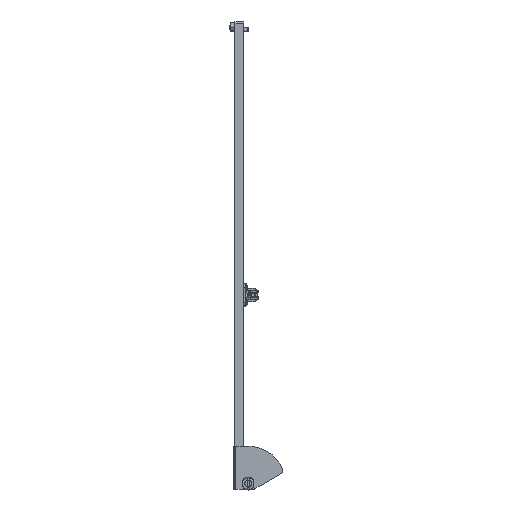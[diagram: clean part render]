
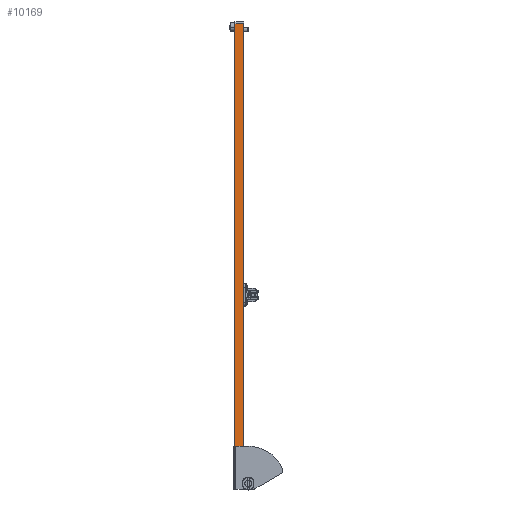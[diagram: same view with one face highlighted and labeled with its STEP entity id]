
A CAD part, left-side view. The second image highlights one B-rep face of the part: STEP entity #10169.
In plain terms, the highlighted planar face has unit normal (-1, 0, 0).
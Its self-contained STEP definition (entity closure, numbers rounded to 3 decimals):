
#551 = LINE ( 'NONE', #21854, #11119 ) ;
#1014 = VERTEX_POINT ( 'NONE', #5424 ) ;
#1186 = EDGE_CURVE ( 'NONE', #1014, #8392, #21580, .T. ) ;
#1892 = VECTOR ( 'NONE', #14500, 1000. ) ;
#2191 = CARTESIAN_POINT ( 'NONE',  ( -325., 10., -269. ) ) ;
#3943 = PLANE ( 'NONE',  #21064 ) ;
#4168 = FACE_OUTER_BOUND ( 'NONE', #12535, .T. ) ;
#5020 = VERTEX_POINT ( 'NONE', #21035 ) ;
#5424 = CARTESIAN_POINT ( 'NONE',  ( -325., 0., 269. ) ) ;
#6340 = VECTOR ( 'NONE', #10384, 1000. ) ;
#6553 = CARTESIAN_POINT ( 'NONE',  ( -325., 10., -271. ) ) ;
#6660 = ORIENTED_EDGE ( 'NONE', *, *, #21161, .T. ) ;
#8392 = VERTEX_POINT ( 'NONE', #16856 ) ;
#8959 = ORIENTED_EDGE ( 'NONE', *, *, #13397, .T. ) ;
#9876 = DIRECTION ( 'NONE',  ( 0., 0., 1. ) ) ;
#10169 = ADVANCED_FACE ( 'NONE', ( #4168 ), #3943, .F. ) ;
#10384 = DIRECTION ( 'NONE',  ( 0., 0., 1. ) ) ;
#11119 = VECTOR ( 'NONE', #9876, 1000. ) ;
#11176 = LINE ( 'NONE', #18269, #12423 ) ;
#11234 = CARTESIAN_POINT ( 'NONE',  ( -325., 10., 269. ) ) ;
#11274 = DIRECTION ( 'NONE',  ( 0., 0., -1. ) ) ;
#12333 = ORIENTED_EDGE ( 'NONE', *, *, #17192, .F. ) ;
#12423 = VECTOR ( 'NONE', #17931, 1000. ) ;
#12535 = EDGE_LOOP ( 'NONE', ( #8959, #12647, #12333, #6660 ) ) ;
#12647 = ORIENTED_EDGE ( 'NONE', *, *, #1186, .T. ) ;
#13397 = EDGE_CURVE ( 'NONE', #5020, #1014, #551, .T. ) ;
#14000 = LINE ( 'NONE', #6553, #6340 ) ;
#14500 = DIRECTION ( 'NONE',  ( 0., 1., 0. ) ) ;
#16856 = CARTESIAN_POINT ( 'NONE',  ( -325., 10., 269. ) ) ;
#17192 = EDGE_CURVE ( 'NONE', #21164, #8392, #14000, .T. ) ;
#17931 = DIRECTION ( 'NONE',  ( 0., -1., 0. ) ) ;
#18269 = CARTESIAN_POINT ( 'NONE',  ( -325., 10., -269. ) ) ;
#21035 = CARTESIAN_POINT ( 'NONE',  ( -325., 0., -269. ) ) ;
#21064 = AXIS2_PLACEMENT_3D ( 'NONE', #21738, #21956, #11274 ) ;
#21161 = EDGE_CURVE ( 'NONE', #21164, #5020, #11176, .T. ) ;
#21164 = VERTEX_POINT ( 'NONE', #2191 ) ;
#21580 = LINE ( 'NONE', #11234, #1892 ) ;
#21738 = CARTESIAN_POINT ( 'NONE',  ( -325., 10., -271. ) ) ;
#21854 = CARTESIAN_POINT ( 'NONE',  ( -325., 0., -271. ) ) ;
#21956 = DIRECTION ( 'NONE',  ( 1., 0., 0. ) ) ;
